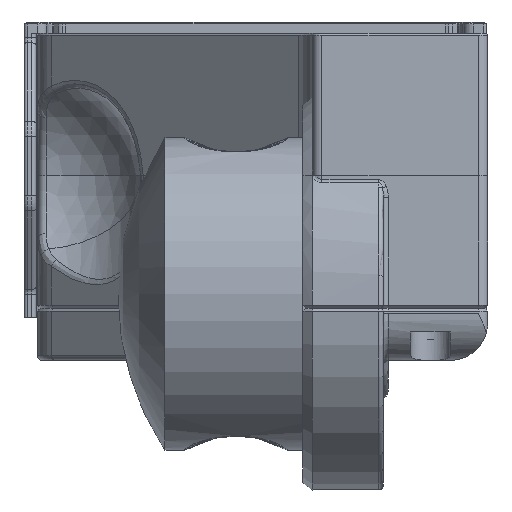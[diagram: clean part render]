
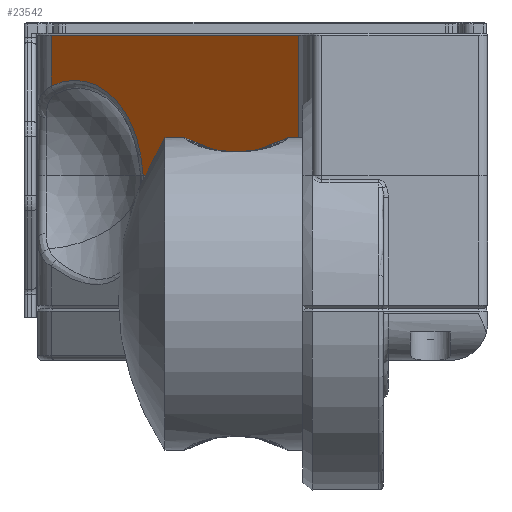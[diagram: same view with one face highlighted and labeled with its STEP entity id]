
A CAD part, front view. The second image highlights one B-rep face of the part: STEP entity #23542.
In plain terms, the highlighted planar face has unit normal (-0.707, -0.707, 0).
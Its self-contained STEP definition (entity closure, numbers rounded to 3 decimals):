
#481=ELLIPSE('',#25101,24.,12.);
#666=PLANE('',#25204);
#1360=LINE('',#33831,#3429);
#1522=LINE('',#35269,#3591);
#1574=LINE('',#35438,#3643);
#1575=LINE('',#35440,#3644);
#3429=VECTOR('',#27239,10.);
#3591=VECTOR('',#27817,10.);
#3643=VECTOR('',#27995,10.);
#3644=VECTOR('',#27998,10.);
#5916=FACE_OUTER_BOUND('',#7363,.T.);
#7363=EDGE_LOOP('',(#16804,#16805,#16806,#16807,#16808,#16809));
#8845=CIRCLE('',#25099,10.052);
#10226=VERTEX_POINT('',#33828);
#10227=VERTEX_POINT('',#33830);
#10365=VERTEX_POINT('',#34304);
#10367=VERTEX_POINT('',#34318);
#10438=VERTEX_POINT('',#35261);
#10440=VERTEX_POINT('',#35267);
#12494=EDGE_CURVE('',#10226,#10227,#1360,.T.);
#12702=EDGE_CURVE('',#10367,#10365,#8845,.T.);
#12704=EDGE_CURVE('',#10227,#10367,#481,.T.);
#12815=EDGE_CURVE('',#10440,#10438,#1522,.T.);
#12901=EDGE_CURVE('',#10438,#10226,#1574,.T.);
#12902=EDGE_CURVE('',#10365,#10440,#1575,.T.);
#16804=ORIENTED_EDGE('',*,*,#12704,.F.);
#16805=ORIENTED_EDGE('',*,*,#12494,.F.);
#16806=ORIENTED_EDGE('',*,*,#12901,.F.);
#16807=ORIENTED_EDGE('',*,*,#12815,.F.);
#16808=ORIENTED_EDGE('',*,*,#12902,.F.);
#16809=ORIENTED_EDGE('',*,*,#12702,.F.);
#23542=ADVANCED_FACE('',(#5916),#666,.T.);
#25099=AXIS2_PLACEMENT_3D('',#34320,#27669,#27670);
#25101=AXIS2_PLACEMENT_3D('',#34338,#27673,#27674);
#25204=AXIS2_PLACEMENT_3D('',#35439,#27996,#27997);
#27239=DIRECTION('',(-0.707,0.707,0.));
#27669=DIRECTION('center_axis',(-0.707,-0.707,0.));
#27670=DIRECTION('ref_axis',(0.315,-0.315,0.895));
#27673=DIRECTION('center_axis',(-0.707,-0.707,0.));
#27674=DIRECTION('ref_axis',(0.408,-0.408,-0.816));
#27817=DIRECTION('',(0.707,-0.707,0.));
#27995=DIRECTION('',(0.,0.,-1.));
#27996=DIRECTION('center_axis',(-0.707,-0.707,0.));
#27997=DIRECTION('ref_axis',(-0.707,0.707,0.));
#27998=DIRECTION('',(0.,0.,1.));
#33828=CARTESIAN_POINT('',(-9.464,-32.681,0.));
#33830=CARTESIAN_POINT('',(-25.848,-16.298,0.));
#33831=CARTESIAN_POINT('',(-11.549,-30.597,0.));
#34304=CARTESIAN_POINT('',(-35.536,-6.61,9.43));
#34318=CARTESIAN_POINT('',(-26.151,-15.995,2.287));
#34320=CARTESIAN_POINT('Origin',(-33.073,-9.073,0.));
#34338=CARTESIAN_POINT('Origin',(-37.707,-4.439,9.268));
#35261=CARTESIAN_POINT('',(-9.464,-32.681,14.8));
#35267=CARTESIAN_POINT('',(-35.536,-6.61,14.8));
#35269=CARTESIAN_POINT('',(-11.549,-30.597,14.8));
#35438=CARTESIAN_POINT('',(-9.464,-32.681,15.));
#35439=CARTESIAN_POINT('Origin',(-8.,-34.146,15.));
#35440=CARTESIAN_POINT('',(-35.536,-6.61,15.));
